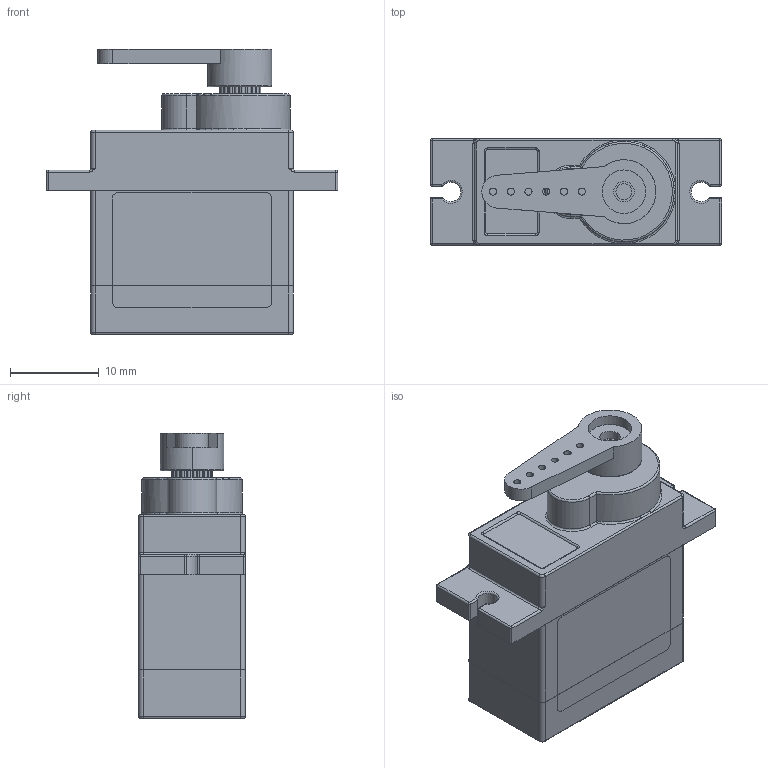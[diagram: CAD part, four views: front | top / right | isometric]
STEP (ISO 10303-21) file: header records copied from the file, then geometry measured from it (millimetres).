
FILE_DESCRIPTION(('CATIA V5 STEP Exchange'),'2;1');
FILE_NAME('turnigy TG9e servo.stp','2014-10-30T14:05:32+00:00',('none'),('none'),'CATIA Version 5 Release 18 GA (IN-10)','CATIA V5 STEP AP203','none');
FILE_SCHEMA(('CONFIG_CONTROL_DESIGN'));
Length unit declared in the file: millimetre
Products named in the file (1): turnigy TG9e
Assembly tree (2 placements, depth 2):
  turnigy TG9e
    #56
    #7313
Bounding box: 32.8 x 12.04 x 32.1 mm (x, y, z)
Volume: 7234.9 mm3; surface area: 3553.7 mm2
Topology: 2 solids, 4 shells, 331 faces, 921 edges, 594 vertices
Faces by surface type: cylinder 201, plane 58, torus 29, cone 20, sphere 8, extrusion 8, bspline 7
Entity records: 10780 total; most frequent: CARTESIAN_POINT 3137, ORIENTED_EDGE 1802, DIRECTION 1141, EDGE_CURVE 909, VERTEX_POINT 594, AXIS2_PLACEMENT_3D 584, CIRCLE 357, EDGE_LOOP 355
